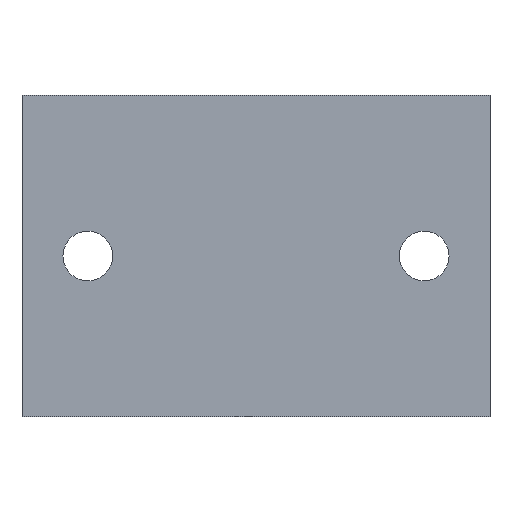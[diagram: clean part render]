
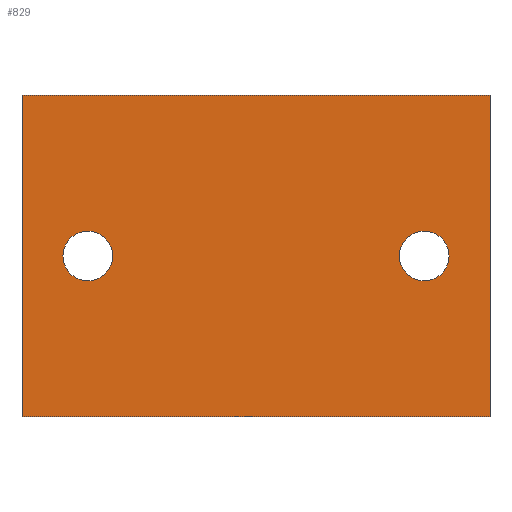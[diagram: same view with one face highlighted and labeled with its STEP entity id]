
A CAD part, front view. The second image highlights one B-rep face of the part: STEP entity #829.
In plain terms, the highlighted planar face has unit normal (0, -1, 0).
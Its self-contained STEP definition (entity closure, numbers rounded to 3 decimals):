
#3 = DIRECTION ( 'NONE',  ( 0., -1., 0. ) ) ;
#16 = VERTEX_POINT ( 'NONE', #563 ) ;
#22 = AXIS2_PLACEMENT_3D ( 'NONE', #107, #407, #50 ) ;
#26 = CIRCLE ( 'NONE', #556, 1.7 ) ;
#38 = CARTESIAN_POINT ( 'NONE',  ( -11.5, -13.5, 1.7 ) ) ;
#46 = ORIENTED_EDGE ( 'NONE', *, *, #679, .F. ) ;
#50 = DIRECTION ( 'NONE',  ( 0., 0., -1. ) ) ;
#56 = VERTEX_POINT ( 'NONE', #702 ) ;
#68 = DIRECTION ( 'NONE',  ( 0., 0., -1. ) ) ;
#78 = VERTEX_POINT ( 'NONE', #341 ) ;
#81 = LINE ( 'NONE', #827, #708 ) ;
#107 = CARTESIAN_POINT ( 'NONE',  ( 11.5, -13.5, 0. ) ) ;
#142 = DIRECTION ( 'NONE',  ( 0., 1., 0. ) ) ;
#166 = CARTESIAN_POINT ( 'NONE',  ( -16., -13.5, -11. ) ) ;
#198 = LINE ( 'NONE', #483, #716 ) ;
#207 = PLANE ( 'NONE',  #477 ) ;
#260 = ORIENTED_EDGE ( 'NONE', *, *, #436, .T. ) ;
#274 = EDGE_CURVE ( 'NONE', #628, #16, #537, .T. ) ;
#285 = EDGE_CURVE ( 'NONE', #78, #343, #430, .T. ) ;
#299 = LINE ( 'NONE', #166, #848 ) ;
#302 = CARTESIAN_POINT ( 'NONE',  ( 11.5, -13.5, 1.7 ) ) ;
#315 = CARTESIAN_POINT ( 'NONE',  ( 16., -13.5, -11. ) ) ;
#319 = CARTESIAN_POINT ( 'NONE',  ( -11.5, -13.5, 0. ) ) ;
#324 = CARTESIAN_POINT ( 'NONE',  ( -16., -13.5, 11. ) ) ;
#341 = CARTESIAN_POINT ( 'NONE',  ( 11.5, -13.5, -1.7 ) ) ;
#343 = VERTEX_POINT ( 'NONE', #302 ) ;
#352 = FACE_BOUND ( 'NONE', #408, .T. ) ;
#358 = CIRCLE ( 'NONE', #833, 1.7 ) ;
#364 = ORIENTED_EDGE ( 'NONE', *, *, #285, .F. ) ;
#402 = ORIENTED_EDGE ( 'NONE', *, *, #850, .F. ) ;
#407 = DIRECTION ( 'NONE',  ( 0., -1., 0. ) ) ;
#408 = EDGE_LOOP ( 'NONE', ( #402, #412 ) ) ;
#412 = ORIENTED_EDGE ( 'NONE', *, *, #565, .F. ) ;
#426 = DIRECTION ( 'NONE',  ( 0., 0., 1. ) ) ;
#430 = CIRCLE ( 'NONE', #22, 1.7 ) ;
#436 = EDGE_CURVE ( 'NONE', #16, #547, #299, .T. ) ;
#444 = VERTEX_POINT ( 'NONE', #528 ) ;
#472 = EDGE_CURVE ( 'NONE', #444, #547, #81, .T. ) ;
#477 = AXIS2_PLACEMENT_3D ( 'NONE', #500, #142, #426 ) ;
#483 = CARTESIAN_POINT ( 'NONE',  ( -16., -13.5, 11. ) ) ;
#500 = CARTESIAN_POINT ( 'NONE',  ( -16., -13.5, 11. ) ) ;
#508 = ORIENTED_EDGE ( 'NONE', *, *, #274, .T. ) ;
#509 = DIRECTION ( 'NONE',  ( 0., -1., 0. ) ) ;
#528 = CARTESIAN_POINT ( 'NONE',  ( 16., -13.5, 11. ) ) ;
#537 = LINE ( 'NONE', #759, #663 ) ;
#547 = VERTEX_POINT ( 'NONE', #315 ) ;
#555 = VERTEX_POINT ( 'NONE', #38 ) ;
#556 = AXIS2_PLACEMENT_3D ( 'NONE', #700, #509, #714 ) ;
#563 = CARTESIAN_POINT ( 'NONE',  ( -16., -13.5, -11. ) ) ;
#565 = EDGE_CURVE ( 'NONE', #555, #56, #638, .T. ) ;
#569 = FACE_BOUND ( 'NONE', #658, .T. ) ;
#620 = DIRECTION ( 'NONE',  ( 0., 0., -1. ) ) ;
#628 = VERTEX_POINT ( 'NONE', #324 ) ;
#638 = CIRCLE ( 'NONE', #795, 1.7 ) ;
#658 = EDGE_LOOP ( 'NONE', ( #364, #761 ) ) ;
#663 = VECTOR ( 'NONE', #823, 1000. ) ;
#664 = DIRECTION ( 'NONE',  ( 1., 0., 0. ) ) ;
#666 = DIRECTION ( 'NONE',  ( 0., -1., 0. ) ) ;
#670 = EDGE_LOOP ( 'NONE', ( #260, #912, #46, #508 ) ) ;
#679 = EDGE_CURVE ( 'NONE', #628, #444, #198, .T. ) ;
#700 = CARTESIAN_POINT ( 'NONE',  ( 11.5, -13.5, 0. ) ) ;
#702 = CARTESIAN_POINT ( 'NONE',  ( -11.5, -13.5, -1.7 ) ) ;
#708 = VECTOR ( 'NONE', #620, 1000. ) ;
#709 = CARTESIAN_POINT ( 'NONE',  ( -11.5, -13.5, 0. ) ) ;
#714 = DIRECTION ( 'NONE',  ( 0., 0., -1. ) ) ;
#716 = VECTOR ( 'NONE', #763, 1000. ) ;
#759 = CARTESIAN_POINT ( 'NONE',  ( -16., -13.5, 11. ) ) ;
#761 = ORIENTED_EDGE ( 'NONE', *, *, #801, .F. ) ;
#763 = DIRECTION ( 'NONE',  ( 1., 0., 0. ) ) ;
#795 = AXIS2_PLACEMENT_3D ( 'NONE', #319, #666, #899 ) ;
#801 = EDGE_CURVE ( 'NONE', #343, #78, #26, .T. ) ;
#823 = DIRECTION ( 'NONE',  ( 0., 0., -1. ) ) ;
#827 = CARTESIAN_POINT ( 'NONE',  ( 16., -13.5, 11. ) ) ;
#829 = ADVANCED_FACE ( 'NONE', ( #352, #569, #854 ), #207, .F. ) ;
#833 = AXIS2_PLACEMENT_3D ( 'NONE', #709, #3, #68 ) ;
#848 = VECTOR ( 'NONE', #664, 1000. ) ;
#850 = EDGE_CURVE ( 'NONE', #56, #555, #358, .T. ) ;
#854 = FACE_OUTER_BOUND ( 'NONE', #670, .T. ) ;
#899 = DIRECTION ( 'NONE',  ( 0., 0., -1. ) ) ;
#912 = ORIENTED_EDGE ( 'NONE', *, *, #472, .F. ) ;
